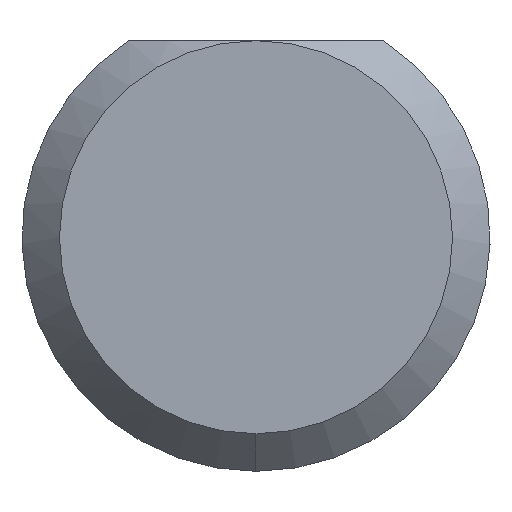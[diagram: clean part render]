
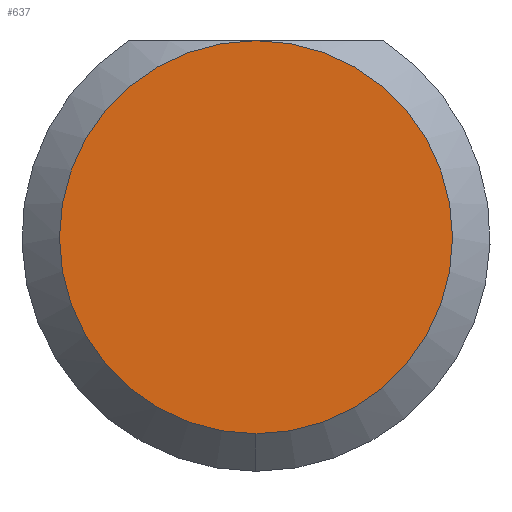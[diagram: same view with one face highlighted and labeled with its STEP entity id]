
A CAD part, left-side view. The second image highlights one B-rep face of the part: STEP entity #637.
In plain terms, the highlighted planar face has unit normal (-1, 0, 0).
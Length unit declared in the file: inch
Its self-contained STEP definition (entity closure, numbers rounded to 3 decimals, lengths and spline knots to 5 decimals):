
#16 = VERTEX_POINT ( 'NONE', #394 ) ;
#22 = EDGE_CURVE ( 'NONE', #16, #444, #281, .T. ) ;
#91 = EDGE_LOOP ( 'NONE', ( #347, #432 ) ) ;
#92 = AXIS2_PLACEMENT_3D ( 'NONE', #518, #418, #425 ) ;
#93 = EDGE_CURVE ( 'NONE', #444, #16, #302, .T. ) ;
#163 = CARTESIAN_POINT ( 'NONE',  ( 0., 0., 0.05235 ) ) ;
#206 = DIRECTION ( 'NONE',  ( 0., 0., -1. ) ) ;
#254 = DIRECTION ( 'NONE',  ( 0., 0., -1. ) ) ;
#263 = AXIS2_PLACEMENT_3D ( 'NONE', #592, #297, #206 ) ;
#281 = CIRCLE ( 'NONE', #263, 0.05235 ) ;
#297 = DIRECTION ( 'NONE',  ( -1., 0., 0. ) ) ;
#302 = CIRCLE ( 'NONE', #92, 0.05235 ) ;
#333 = DIRECTION ( 'NONE',  ( 1., 0., 0. ) ) ;
#347 = ORIENTED_EDGE ( 'NONE', *, *, #93, .T. ) ;
#394 = CARTESIAN_POINT ( 'NONE',  ( 0., 0., -0.05235 ) ) ;
#418 = DIRECTION ( 'NONE',  ( -1., 0., 0. ) ) ;
#425 = DIRECTION ( 'NONE',  ( 0., 0., -1. ) ) ;
#432 = ORIENTED_EDGE ( 'NONE', *, *, #22, .T. ) ;
#434 = FACE_OUTER_BOUND ( 'NONE', #91, .T. ) ;
#439 = AXIS2_PLACEMENT_3D ( 'NONE', #445, #333, #254 ) ;
#444 = VERTEX_POINT ( 'NONE', #163 ) ;
#445 = CARTESIAN_POINT ( 'NONE',  ( 0., 0., 0. ) ) ;
#481 = PLANE ( 'NONE',  #439 ) ;
#518 = CARTESIAN_POINT ( 'NONE',  ( 0., 0., 0. ) ) ;
#592 = CARTESIAN_POINT ( 'NONE',  ( 0., 0., 0. ) ) ;
#637 = ADVANCED_FACE ( 'NONE', ( #434 ), #481, .F. ) ;
